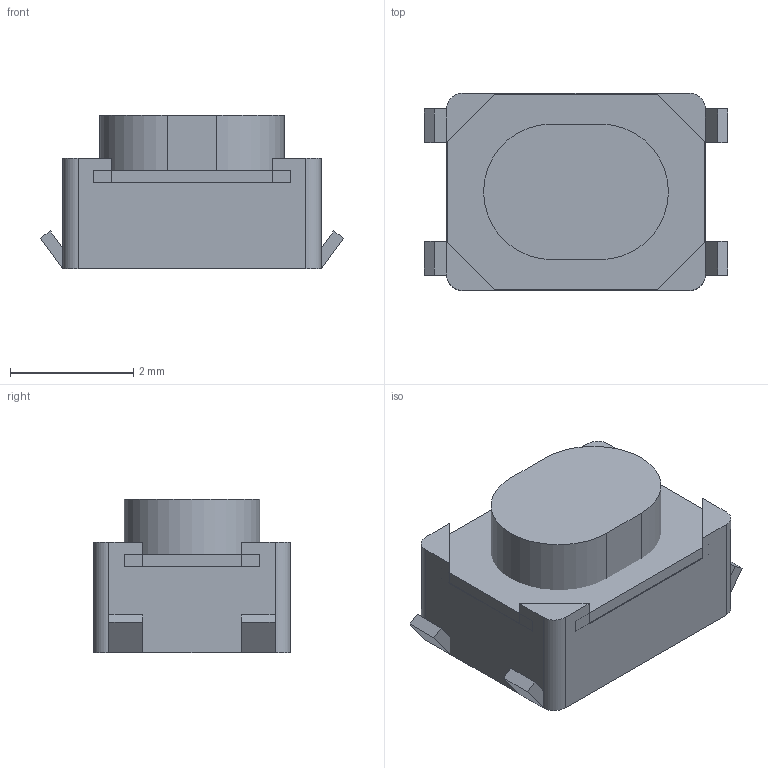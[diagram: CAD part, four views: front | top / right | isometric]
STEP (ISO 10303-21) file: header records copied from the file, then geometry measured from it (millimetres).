
FILE_DESCRIPTION(('FreeCAD Model'),'2;1');
FILE_NAME('Open CASCADE Shape Model','2025-03-29T01:19:46',(''),(''), 'Open CASCADE STEP processor 7.8','FreeCAD','Unknown');
FILE_SCHEMA(('AUTOMOTIVE_DESIGN { 1 0 10303 214 1 1 1 1 }'));
Length unit declared in the file: millimetre
Products named in the file (6): Unnamed; Body; Array (mirrored); Array; Pin; Body002
Assembly tree (6 placements, depth 3):
  Unnamed
    Body
    Array (mirrored)
    Array
      Pin  x2
    Body002
Bounding box: 4.92 x 3.2 x 2.5 mm (x, y, z)
Volume: 28.2 mm3; surface area: 93.4 mm2
Topology: 6 solids, 6 shells, 57 faces, 132 edges, 88 vertices
Faces by surface type: plane 51, cylinder 6
Entity records: 1599 total; most frequent: CARTESIAN_POINT 258, DIRECTION 248, ORIENTED_EDGE 240, EDGE_CURVE 120, LINE 108, VECTOR 108, VERTEX_POINT 80, AXIS2_PLACEMENT_3D 70
